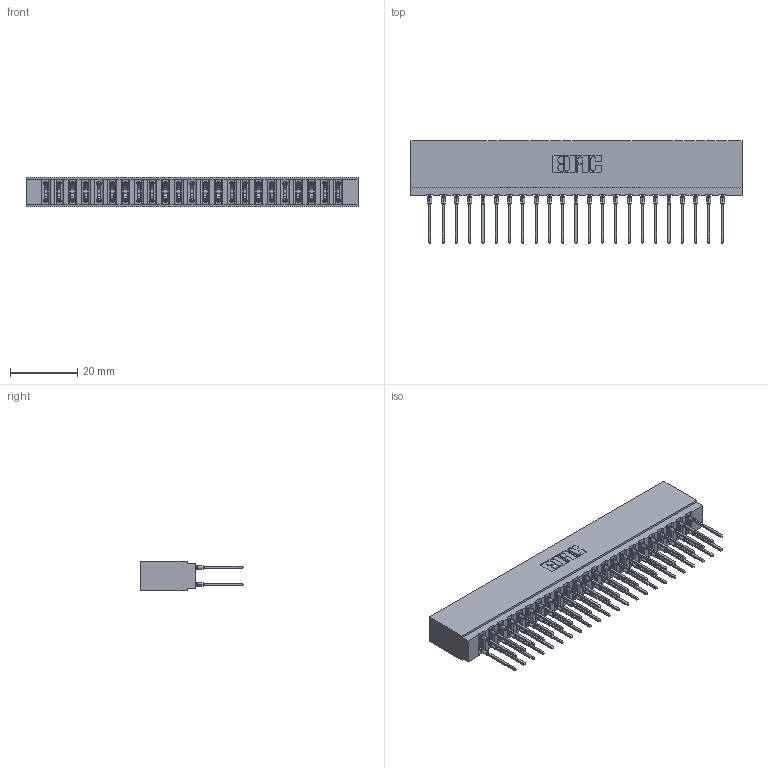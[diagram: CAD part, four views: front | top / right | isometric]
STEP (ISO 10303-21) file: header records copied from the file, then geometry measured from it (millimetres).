
FILE_DESCRIPTION (( 'STEP AP203' ), '1' );
FILE_NAME ('737-046-545-201.STEP', '2026-03-05T23:22:36', ( '' ), ( '' ), 'SwSTEP 2.0', 'SolidWorks 2023', '' );
FILE_SCHEMA (( 'CONFIG_CONTROL_DESIGN' ));
Length unit declared in the file: millimetre
Products named in the file (3): 737-046-545-201; 737 Part_Insulator Option - 01; 745-292-001_545
Assembly tree (47 placements, depth 2):
  737-046-545-201
    737 Part_Insulator Option - 01
    745-292-001_545  x46
Bounding box: 99.01 x 30.62 x 8.89 mm (x, y, z)
Volume: 10007.1 mm3; surface area: 15272.1 mm2
Topology: 47 solids, 47 shells, 4234 faces, 11387 edges, 7162 vertices
Faces by surface type: plane 2193, bspline 920, cylinder 845, torus 276
Entity records: 42041 total; most frequent: CARTESIAN_POINT 7807, ORIENTED_EDGE 7204, DIRECTION 6304, EDGE_CURVE 3602, VECTOR 3282, LINE 3282, VERTEX_POINT 2302, AXIS2_PLACEMENT_3D 1511
